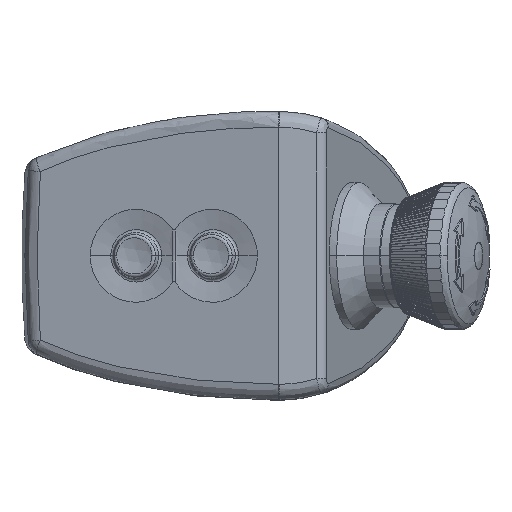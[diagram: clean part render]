
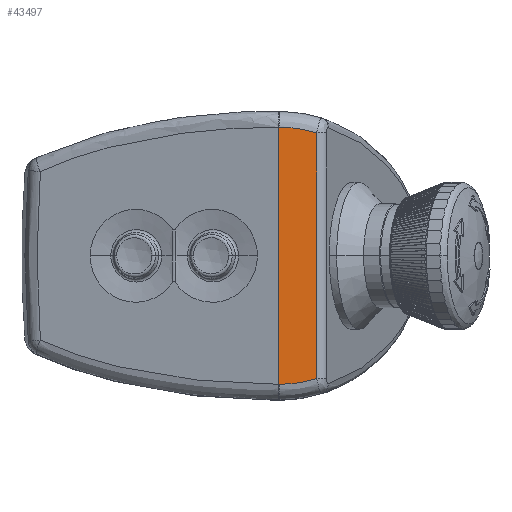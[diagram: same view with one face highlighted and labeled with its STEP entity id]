
A CAD part, top view. The second image highlights one B-rep face of the part: STEP entity #43497.
In plain terms, the highlighted planar face has unit normal (0.018, 0, 1).
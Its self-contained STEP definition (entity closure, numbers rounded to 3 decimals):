
#1044 = CARTESIAN_POINT ( 'NONE',  ( -78.938, 2.398, 87.765 ) ) ;
#1320 = CARTESIAN_POINT ( 'NONE',  ( -76.427, -13.931, 87.722 ) ) ;
#2378 = EDGE_CURVE ( 'NONE', #41861, #46298, #11287, .T. ) ;
#2636 = CARTESIAN_POINT ( 'NONE',  ( -78.938, 35.064, 87.766 ) ) ;
#3525 = DIRECTION ( 'NONE',  ( 0., -1., 0. ) ) ;
#7258 = B_SPLINE_CURVE_WITH_KNOTS ( 'NONE', 3,
 ( #10094, #1044, #10280, #29058 ),
 .UNSPECIFIED., .F., .F.,
 ( 4, 4 ),
 ( 0., 1. ),
 .UNSPECIFIED. ) ;
#7565 = EDGE_CURVE ( 'NONE', #55683, #25732, #31250, .T. ) ;
#10094 = CARTESIAN_POINT ( 'NONE',  ( -78.938, -13.934, 87.765 ) ) ;
#10280 = CARTESIAN_POINT ( 'NONE',  ( -78.938, 18.731, 87.765 ) ) ;
#11017 =( BOUNDED_CURVE ( )  B_SPLINE_CURVE ( 3, ( #23724, #57214, #1320, #11359 ),
 .UNSPECIFIED., .F., .F. ) 
 B_SPLINE_CURVE_WITH_KNOTS ( ( 4, 4 ),
 ( 0., 1. ),
 .UNSPECIFIED. ) 
 CURVE ( )  GEOMETRIC_REPRESENTATION_ITEM ( )  RATIONAL_B_SPLINE_CURVE ( ( 1., 1., 1., 1. ) ) 
 REPRESENTATION_ITEM ( '' )  );
#11287 = LINE ( 'NONE', #23118, #56111 ) ;
#11359 = CARTESIAN_POINT ( 'NONE',  ( -78.838, -13.936, 87.764 ) ) ;
#13984 = CARTESIAN_POINT ( 'NONE',  ( -74.02, 34.697, 87.68 ) ) ;
#15801 = EDGE_CURVE ( 'NONE', #30699, #55683, #11017, .T. ) ;
#16290 = LINE ( 'NONE', #58838, #54650 ) ;
#20122 = EDGE_CURVE ( 'NONE', #57241, #30699, #16290, .T. ) ;
#23093 = DIRECTION ( 'NONE',  ( -0.017, 0., -1. ) ) ;
#23118 = CARTESIAN_POINT ( 'NONE',  ( -78.938, 35.064, 87.765 ) ) ;
#23724 = CARTESIAN_POINT ( 'NONE',  ( -71.715, -12.863, 87.639 ) ) ;
#24099 = ORIENTED_EDGE ( 'NONE', *, *, #36414, .F. ) ;
#25365 = EDGE_LOOP ( 'NONE', ( #33559, #29768, #44827, #28436, #24099, #51373 ) ) ;
#25732 = VERTEX_POINT ( 'NONE', #55285 ) ;
#27538 = PLANE ( 'NONE',  #45458 ) ;
#27757 = DIRECTION ( 'NONE',  ( 1., 0.006, -0.017 ) ) ;
#28436 = ORIENTED_EDGE ( 'NONE', *, *, #20122, .F. ) ;
#28769 = CARTESIAN_POINT ( 'NONE',  ( -78.838, 35.064, 87.764 ) ) ;
#29058 = CARTESIAN_POINT ( 'NONE',  ( -78.938, 35.064, 87.766 ) ) ;
#29768 = ORIENTED_EDGE ( 'NONE', *, *, #7565, .F. ) ;
#30699 = VERTEX_POINT ( 'NONE', #44810 ) ;
#31250 = LINE ( 'NONE', #39729, #35605 ) ;
#32655 =( BOUNDED_CURVE ( )  B_SPLINE_CURVE ( 3, ( #55229, #59886, #13984, #41693 ),
 .UNSPECIFIED., .F., .F. ) 
 B_SPLINE_CURVE_WITH_KNOTS ( ( 4, 4 ),
 ( 0., 1. ),
 .UNSPECIFIED. ) 
 CURVE ( )  GEOMETRIC_REPRESENTATION_ITEM ( )  RATIONAL_B_SPLINE_CURVE ( ( 1., 1., 1., 1. ) ) 
 REPRESENTATION_ITEM ( '' )  );
#32805 = CARTESIAN_POINT ( 'NONE',  ( -78.938, -38.936, 87.765 ) ) ;
#33559 = ORIENTED_EDGE ( 'NONE', *, *, #34146, .F. ) ;
#34146 = EDGE_CURVE ( 'NONE', #25732, #41861, #7258, .T. ) ;
#35549 = CARTESIAN_POINT ( 'NONE',  ( -78.838, -13.936, 87.764 ) ) ;
#35605 = VECTOR ( 'NONE', #39544, 1000. ) ;
#36414 = EDGE_CURVE ( 'NONE', #46298, #57241, #32655, .T. ) ;
#37880 = FACE_OUTER_BOUND ( 'NONE', #25365, .T. ) ;
#39544 = DIRECTION ( 'NONE',  ( -1., 0.012, 0.017 ) ) ;
#39729 = CARTESIAN_POINT ( 'NONE',  ( -78.838, -13.936, 87.764 ) ) ;
#41693 = CARTESIAN_POINT ( 'NONE',  ( -71.715, 33.992, 87.639 ) ) ;
#41861 = VERTEX_POINT ( 'NONE', #2636 ) ;
#43497 = ADVANCED_FACE ( 'NONE', ( #37880 ), #27538, .F. ) ;
#44810 = CARTESIAN_POINT ( 'NONE',  ( -71.715, -12.863, 87.639 ) ) ;
#44827 = ORIENTED_EDGE ( 'NONE', *, *, #15801, .F. ) ;
#45458 = AXIS2_PLACEMENT_3D ( 'NONE', #32805, #23093, #46724 ) ;
#46298 = VERTEX_POINT ( 'NONE', #28769 ) ;
#46724 = DIRECTION ( 'NONE',  ( -1., 0., 0.017 ) ) ;
#47825 = CARTESIAN_POINT ( 'NONE',  ( -71.715, 33.992, 87.639 ) ) ;
#51373 = ORIENTED_EDGE ( 'NONE', *, *, #2378, .F. ) ;
#54650 = VECTOR ( 'NONE', #3525, 1000. ) ;
#55229 = CARTESIAN_POINT ( 'NONE',  ( -78.838, 35.064, 87.764 ) ) ;
#55285 = CARTESIAN_POINT ( 'NONE',  ( -78.938, -13.934, 87.765 ) ) ;
#55683 = VERTEX_POINT ( 'NONE', #35549 ) ;
#56111 = VECTOR ( 'NONE', #27757, 1000. ) ;
#57214 = CARTESIAN_POINT ( 'NONE',  ( -74.02, -13.568, 87.68 ) ) ;
#57241 = VERTEX_POINT ( 'NONE', #47825 ) ;
#58838 = CARTESIAN_POINT ( 'NONE',  ( -71.715, -38.936, 87.639 ) ) ;
#59886 = CARTESIAN_POINT ( 'NONE',  ( -76.427, 35.06, 87.722 ) ) ;
